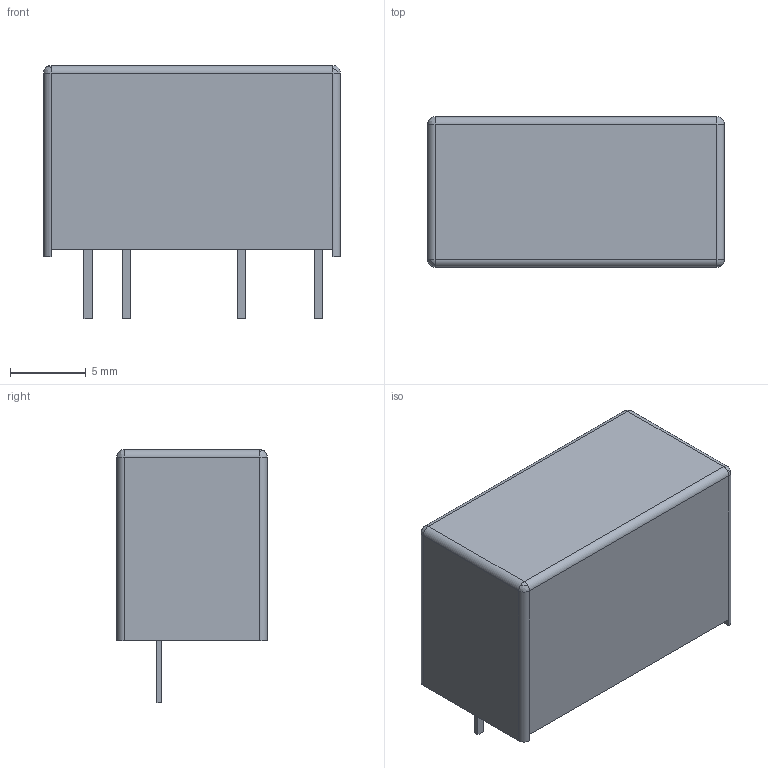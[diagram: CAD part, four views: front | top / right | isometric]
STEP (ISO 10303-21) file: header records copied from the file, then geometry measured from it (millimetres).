
FILE_DESCRIPTION (( 'STEP AP214' ), '1' );
FILE_NAME ('User Library-SIP7.STEP', '2019-01-24T09:36:02', ( '' ), ( '' ), 'SwSTEP 2.0', 'SolidWorks 2018', '' );
FILE_SCHEMA (( 'AUTOMOTIVE_DESIGN' ));
Length unit declared in the file: millimetre
Products named in the file (3): User Library-SIP7; User Library-SIP7__X2_0414043504420430043B044C_X0_4; User Library-SIP7_pin2
Assembly tree (5 placements, depth 2):
  User Library-SIP7
    User Library-SIP7__X2_0414043504420430043B044C_X0_4
    User Library-SIP7_pin2  x4
Bounding box: 19.65 x 9.95 x 16.75 mm (x, y, z)
Volume: 2377.7 mm3; surface area: 1139.9 mm2
Topology: 5 solids, 5 shells, 48 faces, 102 edges, 61 vertices
Faces by surface type: plane 34, cylinder 8, bspline 6
Entity records: 1320 total; most frequent: CARTESIAN_POINT 228, DIRECTION 150, ORIENTED_EDGE 126, EDGE_CURVE 63, AXIS2_PLACEMENT_3D 55, VECTOR 40, LINE 40, UNCERTAINTY_MEASURE_WITH_UNIT 37
